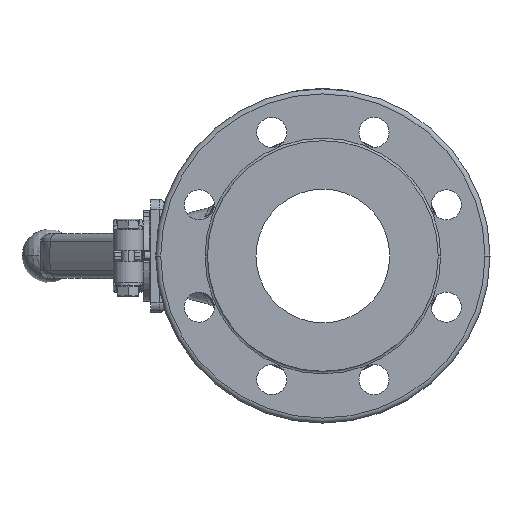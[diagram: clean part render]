
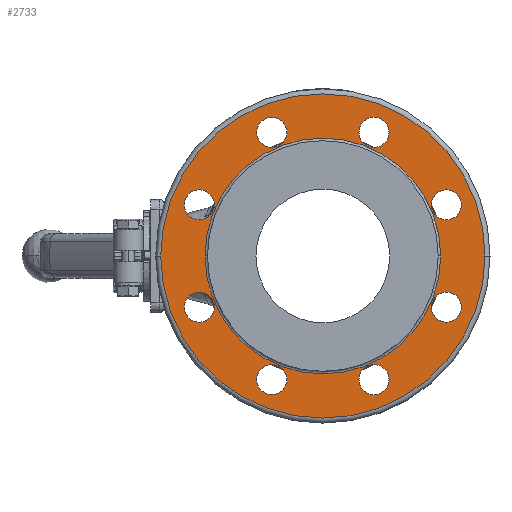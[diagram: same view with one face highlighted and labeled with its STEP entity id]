
A CAD part, left-side view. The second image highlights one B-rep face of the part: STEP entity #2733.
In plain terms, the highlighted planar face has unit normal (-1, 0, 0).
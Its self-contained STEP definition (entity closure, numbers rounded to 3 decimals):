
#2733=ADVANCED_FACE('',(#5750,#5751,#5752,#5753,#5754,#5755,#5756,#5757,#5758,#5759),#5760,.T.);
#5750=FACE_OUTER_BOUND('',#19326,.T.);
#5751=FACE_BOUND('',#19327,.T.);
#5752=FACE_BOUND('',#19328,.T.);
#5753=FACE_BOUND('',#19329,.T.);
#5754=FACE_BOUND('',#19330,.T.);
#5755=FACE_BOUND('',#19331,.T.);
#5756=FACE_BOUND('',#19332,.T.);
#5757=FACE_BOUND('',#19333,.T.);
#5758=FACE_BOUND('',#19334,.T.);
#5759=FACE_BOUND('',#19335,.T.);
#5760=PLANE('',#19336);
#19326=EDGE_LOOP('',(#27953,#27954,#27955));
#19327=EDGE_LOOP('',(#27956,#27957));
#19328=EDGE_LOOP('',(#27958,#27959));
#19329=EDGE_LOOP('',(#27960,#27961));
#19330=EDGE_LOOP('',(#27962,#27963));
#19331=EDGE_LOOP('',(#27964,#27965));
#19332=EDGE_LOOP('',(#27966,#27967));
#19333=EDGE_LOOP('',(#27968,#27969));
#19334=EDGE_LOOP('',(#27970,#27971));
#19335=EDGE_LOOP('',(#27972,#27973,#27974));
#19336=AXIS2_PLACEMENT_3D('',#27975,#27976,#27977);
#27953=ORIENTED_EDGE('',*,*,#29817,.F.);
#27954=ORIENTED_EDGE('',*,*,#29816,.F.);
#27955=ORIENTED_EDGE('',*,*,#32852,.F.);
#27956=ORIENTED_EDGE('',*,*,#32853,.T.);
#27957=ORIENTED_EDGE('',*,*,#29803,.T.);
#27958=ORIENTED_EDGE('',*,*,#32854,.T.);
#27959=ORIENTED_EDGE('',*,*,#29798,.T.);
#27960=ORIENTED_EDGE('',*,*,#32855,.T.);
#27961=ORIENTED_EDGE('',*,*,#29793,.T.);
#27962=ORIENTED_EDGE('',*,*,#32856,.T.);
#27963=ORIENTED_EDGE('',*,*,#29788,.T.);
#27964=ORIENTED_EDGE('',*,*,#32857,.T.);
#27965=ORIENTED_EDGE('',*,*,#29783,.T.);
#27966=ORIENTED_EDGE('',*,*,#32858,.T.);
#27967=ORIENTED_EDGE('',*,*,#29778,.T.);
#27968=ORIENTED_EDGE('',*,*,#32859,.T.);
#27969=ORIENTED_EDGE('',*,*,#29773,.T.);
#27970=ORIENTED_EDGE('',*,*,#32860,.T.);
#27971=ORIENTED_EDGE('',*,*,#29768,.T.);
#27972=ORIENTED_EDGE('',*,*,#29844,.F.);
#27973=ORIENTED_EDGE('',*,*,#29843,.F.);
#27974=ORIENTED_EDGE('',*,*,#32849,.F.);
#27975=CARTESIAN_POINT('',(-63.5,-1.5,-84.5));
#27976=DIRECTION('',(-1.0,0.0,0.0));
#27977=DIRECTION('',(0.0,1.0,0.));
#29768=EDGE_CURVE('',#33692,#33696,#33698,.T.);
#29773=EDGE_CURVE('',#33701,#33705,#33707,.T.);
#29778=EDGE_CURVE('',#33710,#33714,#33716,.T.);
#29783=EDGE_CURVE('',#33719,#33723,#33725,.T.);
#29788=EDGE_CURVE('',#33728,#33732,#33734,.T.);
#29793=EDGE_CURVE('',#33737,#33741,#33743,.T.);
#29798=EDGE_CURVE('',#33746,#33750,#33752,.T.);
#29803=EDGE_CURVE('',#33755,#33759,#33761,.T.);
#29816=EDGE_CURVE('',#33779,#33782,#33783,.T.);
#29817=EDGE_CURVE('',#33782,#33784,#33785,.T.);
#29843=EDGE_CURVE('',#33827,#33829,#33830,.T.);
#29844=EDGE_CURVE('',#33829,#33824,#33831,.T.);
#32849=EDGE_CURVE('',#33824,#33827,#38265,.T.);
#32852=EDGE_CURVE('',#33784,#33779,#38268,.T.);
#32853=EDGE_CURVE('',#33759,#33755,#38269,.T.);
#32854=EDGE_CURVE('',#33750,#33746,#38270,.T.);
#32855=EDGE_CURVE('',#33741,#33737,#38271,.T.);
#32856=EDGE_CURVE('',#33732,#33728,#38272,.T.);
#32857=EDGE_CURVE('',#33723,#33719,#38273,.T.);
#32858=EDGE_CURVE('',#33714,#33710,#38274,.T.);
#32859=EDGE_CURVE('',#33705,#33701,#38275,.T.);
#32860=EDGE_CURVE('',#33696,#33692,#38276,.T.);
#33692=VERTEX_POINT('',#39657);
#33696=VERTEX_POINT('',#39662);
#33698=CIRCLE('',#39665,9.0);
#33701=VERTEX_POINT('',#39668);
#33705=VERTEX_POINT('',#39673);
#33707=CIRCLE('',#39676,9.0);
#33710=VERTEX_POINT('',#39679);
#33714=VERTEX_POINT('',#39684);
#33716=CIRCLE('',#39687,9.0);
#33719=VERTEX_POINT('',#39690);
#33723=VERTEX_POINT('',#39695);
#33725=CIRCLE('',#39698,9.0);
#33728=VERTEX_POINT('',#39701);
#33732=VERTEX_POINT('',#39706);
#33734=CIRCLE('',#39709,9.0);
#33737=VERTEX_POINT('',#39712);
#33741=VERTEX_POINT('',#39717);
#33743=CIRCLE('',#39720,9.0);
#33746=VERTEX_POINT('',#39723);
#33750=VERTEX_POINT('',#39728);
#33752=CIRCLE('',#39731,9.0);
#33755=VERTEX_POINT('',#39734);
#33759=VERTEX_POINT('',#39739);
#33761=CIRCLE('',#39742,9.0);
#33779=VERTEX_POINT('',#39762);
#33782=VERTEX_POINT('',#39765);
#33783=CIRCLE('',#39766,97.);
#33784=VERTEX_POINT('',#39767);
#33785=CIRCLE('',#39768,97.);
#33824=VERTEX_POINT('',#39811);
#33827=VERTEX_POINT('',#39814);
#33829=VERTEX_POINT('',#39816);
#33830=CIRCLE('',#39817,70.5);
#33831=CIRCLE('',#39818,70.5);
#38265=CIRCLE('',#56512,70.5);
#38268=CIRCLE('',#56515,97.);
#38269=CIRCLE('',#56516,9.0);
#38270=CIRCLE('',#56517,9.0);
#38271=CIRCLE('',#56518,9.0);
#38272=CIRCLE('',#56519,9.0);
#38273=CIRCLE('',#56520,9.0);
#38274=CIRCLE('',#56521,9.0);
#38275=CIRCLE('',#56522,9.0);
#38276=CIRCLE('',#56523,9.0);
#39657=CARTESIAN_POINT('',(-63.5,63.41,30.615));
#39662=CARTESIAN_POINT('',(-63.5,81.41,30.615));
#39665=AXIS2_PLACEMENT_3D('',#58235,#58236,#58237);
#39668=CARTESIAN_POINT('',(-63.5,-41.115,73.91));
#39673=CARTESIAN_POINT('',(-63.5,-23.115,73.91));
#39676=AXIS2_PLACEMENT_3D('',#58243,#58244,#58245);
#39679=CARTESIAN_POINT('',(-63.5,-84.41,-30.615));
#39684=CARTESIAN_POINT('',(-63.5,-66.41,-30.615));
#39687=AXIS2_PLACEMENT_3D('',#58251,#58252,#58253);
#39690=CARTESIAN_POINT('',(-63.5,20.115,-73.91));
#39695=CARTESIAN_POINT('',(-63.5,38.115,-73.91));
#39698=AXIS2_PLACEMENT_3D('',#58259,#58260,#58261);
#39701=CARTESIAN_POINT('',(-63.5,63.41,-30.615));
#39706=CARTESIAN_POINT('',(-63.5,81.41,-30.615));
#39709=AXIS2_PLACEMENT_3D('',#58267,#58268,#58269);
#39712=CARTESIAN_POINT('',(-63.5,-41.115,-73.91));
#39717=CARTESIAN_POINT('',(-63.5,-23.115,-73.91));
#39720=AXIS2_PLACEMENT_3D('',#58275,#58276,#58277);
#39723=CARTESIAN_POINT('',(-63.5,-84.41,30.615));
#39728=CARTESIAN_POINT('',(-63.5,-66.41,30.615));
#39731=AXIS2_PLACEMENT_3D('',#58283,#58284,#58285);
#39734=CARTESIAN_POINT('',(-63.5,20.115,73.91));
#39739=CARTESIAN_POINT('',(-63.5,38.115,73.91));
#39742=AXIS2_PLACEMENT_3D('',#58291,#58292,#58293);
#39762=CARTESIAN_POINT('',(-63.5,-98.5,0.));
#39765=CARTESIAN_POINT('',(-63.5,-1.5,-97.));
#39766=AXIS2_PLACEMENT_3D('',#58317,#58318,#58319);
#39767=CARTESIAN_POINT('',(-63.5,95.5,0.));
#39768=AXIS2_PLACEMENT_3D('',#58320,#58321,#58322);
#39811=CARTESIAN_POINT('',(-63.5,-72.0,0.));
#39814=CARTESIAN_POINT('',(-63.5,69.0,0.));
#39816=CARTESIAN_POINT('',(-63.5,-1.5,-70.5));
#39817=AXIS2_PLACEMENT_3D('',#58378,#58379,#58380);
#39818=AXIS2_PLACEMENT_3D('',#58381,#58382,#58383);
#56512=AXIS2_PLACEMENT_3D('',#61720,#61721,#61722);
#56515=AXIS2_PLACEMENT_3D('',#61726,#61727,#61728);
#56516=AXIS2_PLACEMENT_3D('',#61729,#61730,#61731);
#56517=AXIS2_PLACEMENT_3D('',#61732,#61733,#61734);
#56518=AXIS2_PLACEMENT_3D('',#61735,#61736,#61737);
#56519=AXIS2_PLACEMENT_3D('',#61738,#61739,#61740);
#56520=AXIS2_PLACEMENT_3D('',#61741,#61742,#61743);
#56521=AXIS2_PLACEMENT_3D('',#61744,#61745,#61746);
#56522=AXIS2_PLACEMENT_3D('',#61747,#61748,#61749);
#56523=AXIS2_PLACEMENT_3D('',#61750,#61751,#61752);
#58235=CARTESIAN_POINT('',(-63.5,72.41,30.615));
#58236=DIRECTION('',(1.0,0.0,0.0));
#58237=DIRECTION('',(0.0,-1.0,0.));
#58243=CARTESIAN_POINT('',(-63.5,-32.115,73.91));
#58244=DIRECTION('',(1.0,0.0,0.0));
#58245=DIRECTION('',(0.0,-1.0,0.));
#58251=CARTESIAN_POINT('',(-63.5,-75.41,-30.615));
#58252=DIRECTION('',(1.0,0.0,0.0));
#58253=DIRECTION('',(0.0,-1.0,0.));
#58259=CARTESIAN_POINT('',(-63.5,29.115,-73.91));
#58260=DIRECTION('',(1.0,0.0,0.0));
#58261=DIRECTION('',(0.0,-1.0,0.));
#58267=CARTESIAN_POINT('',(-63.5,72.41,-30.615));
#58268=DIRECTION('',(1.0,0.0,0.0));
#58269=DIRECTION('',(0.0,-1.0,0.));
#58275=CARTESIAN_POINT('',(-63.5,-32.115,-73.91));
#58276=DIRECTION('',(1.0,0.0,0.0));
#58277=DIRECTION('',(0.0,-1.0,0.));
#58283=CARTESIAN_POINT('',(-63.5,-75.41,30.615));
#58284=DIRECTION('',(1.0,0.0,0.0));
#58285=DIRECTION('',(0.0,-1.0,0.));
#58291=CARTESIAN_POINT('',(-63.5,29.115,73.91));
#58292=DIRECTION('',(1.0,0.0,0.0));
#58293=DIRECTION('',(0.0,-1.0,0.));
#58317=CARTESIAN_POINT('',(-63.5,-1.5,0.));
#58318=DIRECTION('',(1.0,0.0,0.0));
#58319=DIRECTION('',(0.0,0.,1.0));
#58320=CARTESIAN_POINT('',(-63.5,-1.5,0.));
#58321=DIRECTION('',(1.0,0.0,0.0));
#58322=DIRECTION('',(0.0,0.,1.0));
#58378=CARTESIAN_POINT('',(-63.5,-1.5,0.));
#58379=DIRECTION('',(-1.0,0.0,0.0));
#58380=DIRECTION('',(0.0,0.,1.0));
#58381=CARTESIAN_POINT('',(-63.5,-1.5,0.));
#58382=DIRECTION('',(-1.0,0.0,0.0));
#58383=DIRECTION('',(0.0,0.,1.0));
#61720=CARTESIAN_POINT('',(-63.5,-1.5,0.));
#61721=DIRECTION('',(-1.0,0.0,0.0));
#61722=DIRECTION('',(0.0,0.,1.0));
#61726=CARTESIAN_POINT('',(-63.5,-1.5,0.));
#61727=DIRECTION('',(1.0,0.0,0.0));
#61728=DIRECTION('',(0.0,0.,1.0));
#61729=CARTESIAN_POINT('',(-63.5,29.115,73.91));
#61730=DIRECTION('',(1.0,0.0,0.0));
#61731=DIRECTION('',(0.0,-1.0,0.));
#61732=CARTESIAN_POINT('',(-63.5,-75.41,30.615));
#61733=DIRECTION('',(1.0,0.0,0.0));
#61734=DIRECTION('',(0.0,-1.0,0.));
#61735=CARTESIAN_POINT('',(-63.5,-32.115,-73.91));
#61736=DIRECTION('',(1.0,0.0,0.0));
#61737=DIRECTION('',(0.0,-1.0,0.));
#61738=CARTESIAN_POINT('',(-63.5,72.41,-30.615));
#61739=DIRECTION('',(1.0,0.0,0.0));
#61740=DIRECTION('',(0.0,-1.0,0.));
#61741=CARTESIAN_POINT('',(-63.5,29.115,-73.91));
#61742=DIRECTION('',(1.0,0.0,0.0));
#61743=DIRECTION('',(0.0,-1.0,0.));
#61744=CARTESIAN_POINT('',(-63.5,-75.41,-30.615));
#61745=DIRECTION('',(1.0,0.0,0.0));
#61746=DIRECTION('',(0.0,-1.0,0.));
#61747=CARTESIAN_POINT('',(-63.5,-32.115,73.91));
#61748=DIRECTION('',(1.0,0.0,0.0));
#61749=DIRECTION('',(0.0,-1.0,0.));
#61750=CARTESIAN_POINT('',(-63.5,72.41,30.615));
#61751=DIRECTION('',(1.0,0.0,0.0));
#61752=DIRECTION('',(0.0,-1.0,0.));
